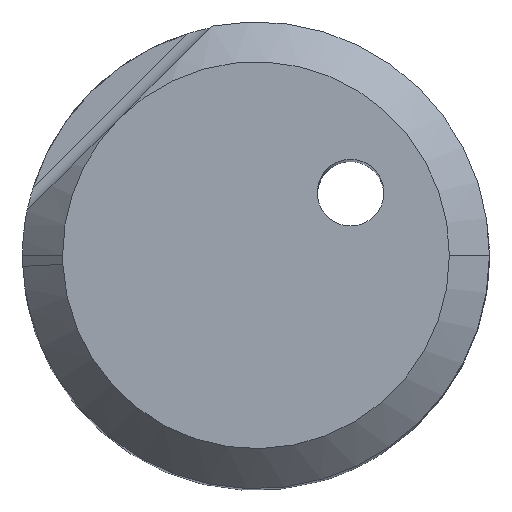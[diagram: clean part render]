
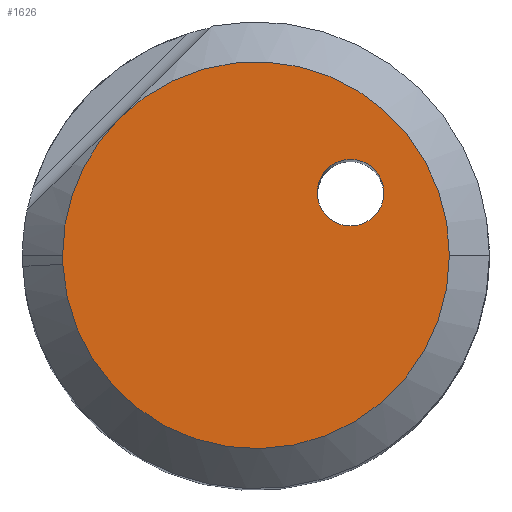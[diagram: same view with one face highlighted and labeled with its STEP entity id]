
A CAD part, top view. The second image highlights one B-rep face of the part: STEP entity #1626.
In plain terms, the highlighted planar face has unit normal (0, 0, 1).
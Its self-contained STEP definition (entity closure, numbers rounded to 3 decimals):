
#1160=AXIS2_PLACEMENT_3D('Circle Axis2P3D',#1158,#1159,$) ;
#1586=AXIS2_PLACEMENT_3D('Plane Axis2P3D',#1583,#1584,#1585) ;
#1590=AXIS2_PLACEMENT_3D('Circle Axis2P3D',#1588,#1589,$) ;
#1599=AXIS2_PLACEMENT_3D('Circle Axis2P3D',#1597,#1598,$) ;
#1606=AXIS2_PLACEMENT_3D('Circle Axis2P3D',#1604,#1605,$) ;
#1613=AXIS2_PLACEMENT_3D('Circle Axis2P3D',#1611,#1612,$) ;
#1124=CARTESIAN_POINT('Vertex',(0.919,0.973,0.)) ;
#1128=CARTESIAN_POINT('Control Point',(1.916,0.904,0.)) ;
#1129=CARTESIAN_POINT('Control Point',(1.906,0.747,0.)) ;
#1130=CARTESIAN_POINT('Control Point',(1.833,0.595,0.)) ;
#1131=CARTESIAN_POINT('Control Point',(1.701,0.479,0.)) ;
#1132=CARTESIAN_POINT('Control Point',(1.379,0.378,0.)) ;
#1133=CARTESIAN_POINT('Control Point',(1.074,0.523,0.)) ;
#1134=CARTESIAN_POINT('Control Point',(0.959,0.655,0.)) ;
#1135=CARTESIAN_POINT('Control Point',(0.908,0.816,0.)) ;
#1136=CARTESIAN_POINT('Control Point',(0.919,0.973,0.)) ;
#1137=CARTESIAN_POINT('Vertex',(1.916,0.904,0.)) ;
#1158=CARTESIAN_POINT('Axis2P3D Location',(1.418,0.938,0.)) ;
#1583=CARTESIAN_POINT('Axis2P3D Location',(0.,0.,0.)) ;
#1588=CARTESIAN_POINT('Axis2P3D Location',(0.,0.,0.)) ;
#1592=CARTESIAN_POINT('Vertex',(-2.051,2.051,0.)) ;
#1594=CARTESIAN_POINT('Vertex',(2.9,0.,0.)) ;
#1597=CARTESIAN_POINT('Axis2P3D Location',(0.,0.,0.)) ;
#1601=CARTESIAN_POINT('Vertex',(-2.9,0.,0.)) ;
#1604=CARTESIAN_POINT('Axis2P3D Location',(0.,0.,0.)) ;
#1608=CARTESIAN_POINT('Vertex',(-2.897,-0.137,0.)) ;
#1611=CARTESIAN_POINT('Axis2P3D Location',(0.,0.,0.)) ;
#1159=DIRECTION('Axis2P3D Direction',(0.,0.,-1.)) ;
#1584=DIRECTION('Axis2P3D Direction',(0.,0.,-1.)) ;
#1585=DIRECTION('Axis2P3D XDirection',(-1.,0.,0.)) ;
#1589=DIRECTION('Axis2P3D Direction',(0.,0.,-1.)) ;
#1598=DIRECTION('Axis2P3D Direction',(0.,0.,-1.)) ;
#1605=DIRECTION('Axis2P3D Direction',(0.,0.,-1.)) ;
#1612=DIRECTION('Axis2P3D Direction',(0.,0.,-1.)) ;
#1617=ORIENTED_EDGE('',*,*,#1596,.F.) ;
#1618=ORIENTED_EDGE('',*,*,#1603,.F.) ;
#1619=ORIENTED_EDGE('',*,*,#1610,.F.) ;
#1620=ORIENTED_EDGE('',*,*,#1615,.F.) ;
#1623=ORIENTED_EDGE('',*,*,#1162,.T.) ;
#1624=ORIENTED_EDGE('',*,*,#1139,.T.) ;
#1625=FACE_BOUND('',#1622,.T.) ;
#1626=ADVANCED_FACE('NOCUT',(#1621,#1625),#1587,.F.) ;
#1127=B_SPLINE_CURVE_WITH_KNOTS('',5,(#1128,#1129,#1130,#1131,#1132,#1133,#1134,#1135,#1136),.UNSPECIFIED.,.F.,.U.,(6,3,6),(-0.785,0.,0.785),.UNSPECIFIED.) ;
#1161=CIRCLE('generated circle',#1160,0.5) ;
#1591=CIRCLE('generated circle',#1590,2.9) ;
#1600=CIRCLE('generated circle',#1599,2.9) ;
#1607=CIRCLE('generated circle',#1606,2.9) ;
#1614=CIRCLE('generated circle',#1613,2.9) ;
#1139=EDGE_CURVE('',#1138,#1125,#1127,.T.) ;
#1162=EDGE_CURVE('',#1125,#1138,#1161,.T.) ;
#1596=EDGE_CURVE('',#1593,#1595,#1591,.T.) ;
#1603=EDGE_CURVE('',#1602,#1593,#1600,.T.) ;
#1610=EDGE_CURVE('',#1609,#1602,#1607,.T.) ;
#1615=EDGE_CURVE('',#1595,#1609,#1614,.T.) ;
#1616=EDGE_LOOP('',(#1617,#1618,#1619,#1620)) ;
#1622=EDGE_LOOP('',(#1623,#1624)) ;
#1621=FACE_OUTER_BOUND('',#1616,.T.) ;
#1587=PLANE('',#1586) ;
#1125=VERTEX_POINT('',#1124) ;
#1138=VERTEX_POINT('',#1137) ;
#1593=VERTEX_POINT('',#1592) ;
#1595=VERTEX_POINT('',#1594) ;
#1602=VERTEX_POINT('',#1601) ;
#1609=VERTEX_POINT('',#1608) ;
